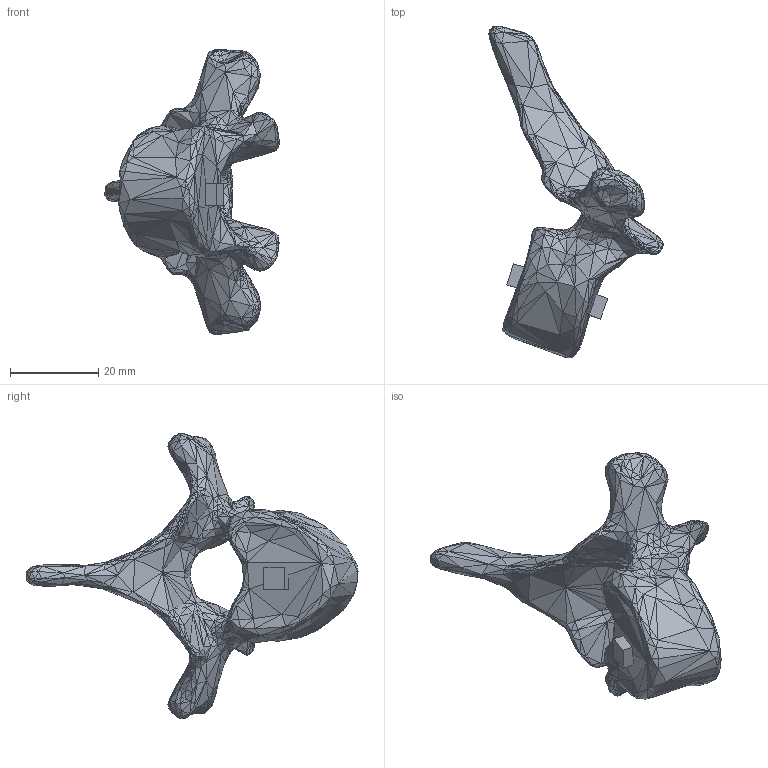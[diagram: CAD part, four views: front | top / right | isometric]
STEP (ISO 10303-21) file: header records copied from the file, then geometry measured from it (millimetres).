
FILE_DESCRIPTION(/* description */ (''),/* implementation_level */ '2;1');
FILE_NAME(/* name */ 'T3_.step',/* time_stamp */ '2022-06-24T15:30:58-04:00',/* author */ (''),/* organization */ (''),/* preprocessor_version */ 'ST-DEVELOPER v19',/* originating_system */ 'Autodesk Translation Framework v11.7.0.108',/* authorisation */ '');
FILE_SCHEMA (('AUTOMOTIVE_DESIGN { 1 0 10303 214 3 1 1 }'));
Length unit declared in the file: millimetre
Products named in the file (1): T3
Bounding box: 39.62 x 75.38 x 64.81 mm (x, y, z)
Volume: 18814 mm3; surface area: 7162.5 mm2
Topology: 1 solids, 1 shells, 2049 faces, 3090 edges, 1041 vertices
Faces by surface type: plane 2049
Entity records: 40145 total; most frequent: DIRECTION 7190, CARTESIAN_POINT 6181, ORIENTED_EDGE 6180, LINE 3090, VECTOR 3090, EDGE_CURVE 3090, AXIS2_PLACEMENT_3D 2050, FACE_OUTER_BOUND 2049
